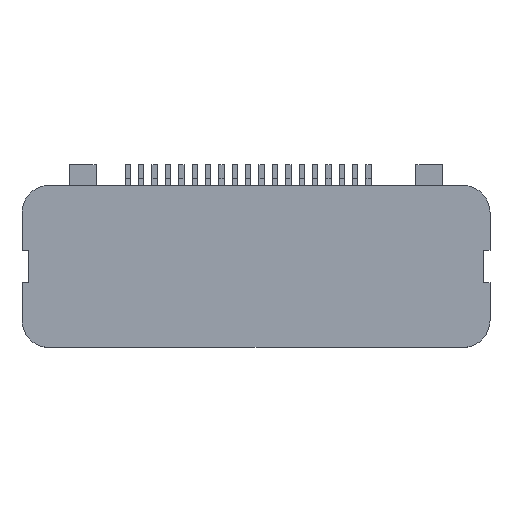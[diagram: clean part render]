
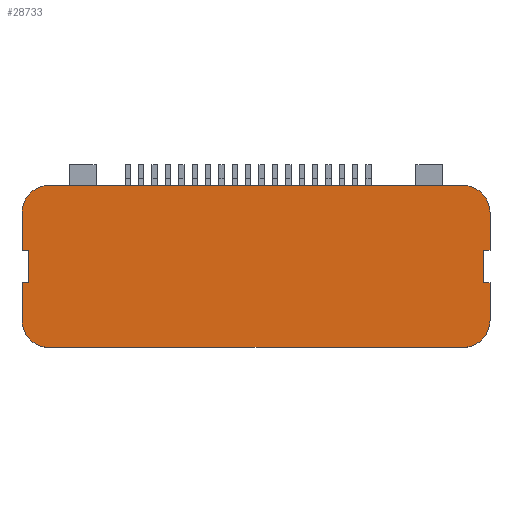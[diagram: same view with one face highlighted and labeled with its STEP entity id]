
A CAD part, top view. The second image highlights one B-rep face of the part: STEP entity #28733.
In plain terms, the highlighted planar face has unit normal (0, 0, 1).
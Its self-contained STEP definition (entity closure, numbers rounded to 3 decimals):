
#10378=DIRECTION('',(-1.,0.,0.));
#10379=VECTOR('',#10378,0.25);
#10380=CARTESIAN_POINT('',(15.73,-3.035,7.8));
#10381=LINE('',#10380,#10379);
#10382=DIRECTION('',(0.,1.,0.));
#10383=VECTOR('',#10382,1.425);
#10384=CARTESIAN_POINT('',(15.73,-4.46,7.8));
#10385=LINE('',#10384,#10383);
#10386=CARTESIAN_POINT('',(14.73,-4.46,7.8));
#10387=DIRECTION('',(0.,0.,1.));
#10388=DIRECTION('',(0.,-1.,0.));
#10389=AXIS2_PLACEMENT_3D('',#10386,#10387,#10388);
#10391=DIRECTION('',(1.,0.,0.));
#10392=VECTOR('',#10391,15.5);
#10393=CARTESIAN_POINT('',(-0.77,-5.46,7.8));
#10394=LINE('',#10393,#10392);
#10395=CARTESIAN_POINT('',(-0.77,-4.46,7.8));
#10396=DIRECTION('',(0.,0.,1.));
#10397=DIRECTION('',(-1.,0.,0.));
#10398=AXIS2_PLACEMENT_3D('',#10395,#10396,#10397);
#10400=DIRECTION('',(0.,-1.,0.));
#10401=VECTOR('',#10400,1.425);
#10402=CARTESIAN_POINT('',(-1.77,-3.035,7.8));
#10403=LINE('',#10402,#10401);
#10404=DIRECTION('',(-1.,0.,0.));
#10405=VECTOR('',#10404,0.25);
#10406=CARTESIAN_POINT('',(-1.52,-3.035,7.8));
#10407=LINE('',#10406,#10405);
#10408=DIRECTION('',(0.,-1.,0.));
#10409=VECTOR('',#10408,1.2);
#10410=CARTESIAN_POINT('',(-1.52,-1.835,7.8));
#10411=LINE('',#10410,#10409);
#10412=DIRECTION('',(1.,0.,0.));
#10413=VECTOR('',#10412,0.25);
#10414=CARTESIAN_POINT('',(-1.77,-1.835,7.8));
#10415=LINE('',#10414,#10413);
#10416=DIRECTION('',(0.,-1.,0.));
#10417=VECTOR('',#10416,1.425);
#10418=CARTESIAN_POINT('',(-1.77,-0.41,7.8));
#10419=LINE('',#10418,#10417);
#10420=CARTESIAN_POINT('',(-0.77,-0.41,7.8));
#10421=DIRECTION('',(0.,0.,1.));
#10422=DIRECTION('',(0.,1.,0.));
#10423=AXIS2_PLACEMENT_3D('',#10420,#10421,#10422);
#10425=DIRECTION('',(-1.,0.,0.));
#10426=VECTOR('',#10425,15.5);
#10427=CARTESIAN_POINT('',(14.73,0.59,7.8));
#10428=LINE('',#10427,#10426);
#10429=CARTESIAN_POINT('',(14.73,-0.41,7.8));
#10430=DIRECTION('',(0.,0.,1.));
#10431=DIRECTION('',(1.,0.,0.));
#10432=AXIS2_PLACEMENT_3D('',#10429,#10430,#10431);
#10434=DIRECTION('',(0.,1.,0.));
#10435=VECTOR('',#10434,1.425);
#10436=CARTESIAN_POINT('',(15.73,-1.835,7.8));
#10437=LINE('',#10436,#10435);
#10438=DIRECTION('',(1.,0.,0.));
#10439=VECTOR('',#10438,0.25);
#10440=CARTESIAN_POINT('',(15.48,-1.835,7.8));
#10441=LINE('',#10440,#10439);
#10442=DIRECTION('',(0.,1.,0.));
#10443=VECTOR('',#10442,1.2);
#10444=CARTESIAN_POINT('',(15.48,-3.035,7.8));
#10445=LINE('',#10444,#10443);
#12190=CARTESIAN_POINT('',(-1.52,-1.835,7.8));
#12192=VERTEX_POINT('',#12190);
#12196=CARTESIAN_POINT('',(-1.52,-3.035,7.8));
#12197=VERTEX_POINT('',#12196);
#12198=CARTESIAN_POINT('',(-1.77,-3.035,7.8));
#12200=VERTEX_POINT('',#12198);
#12202=CARTESIAN_POINT('',(-1.77,-4.46,7.8));
#12203=VERTEX_POINT('',#12202);
#12208=CARTESIAN_POINT('',(-0.77,-5.46,7.8));
#12209=VERTEX_POINT('',#12208);
#12210=CARTESIAN_POINT('',(14.73,-5.46,7.8));
#12211=VERTEX_POINT('',#12210);
#12216=CARTESIAN_POINT('',(15.73,-4.46,7.8));
#12217=VERTEX_POINT('',#12216);
#12218=CARTESIAN_POINT('',(-0.77,0.59,7.8));
#12220=VERTEX_POINT('',#12218);
#12222=CARTESIAN_POINT('',(14.73,0.59,7.8));
#12223=VERTEX_POINT('',#12222);
#12228=CARTESIAN_POINT('',(15.73,-0.41,7.8));
#12229=VERTEX_POINT('',#12228);
#12230=CARTESIAN_POINT('',(15.73,-1.835,7.8));
#12231=VERTEX_POINT('',#12230);
#12234=CARTESIAN_POINT('',(15.48,-1.835,7.8));
#12235=VERTEX_POINT('',#12234);
#12238=CARTESIAN_POINT('',(15.48,-3.035,7.8));
#12239=VERTEX_POINT('',#12238);
#12244=CARTESIAN_POINT('',(15.73,-3.035,7.8));
#12245=VERTEX_POINT('',#12244);
#12246=CARTESIAN_POINT('',(-1.77,-0.41,7.8));
#12247=VERTEX_POINT('',#12246);
#12248=CARTESIAN_POINT('',(-1.77,-1.835,7.8));
#12249=VERTEX_POINT('',#12248);
#28696=CARTESIAN_POINT('',(15.73,0.59,7.8));
#28697=DIRECTION('',(0.,0.,1.));
#28698=DIRECTION('',(1.,0.,0.));
#28699=AXIS2_PLACEMENT_3D('',#28696,#28697,#28698);
#28700=PLANE('',#28699);
#28702=ORIENTED_EDGE('',*,*,#28701,.F.);
#28704=ORIENTED_EDGE('',*,*,#28703,.F.);
#28706=ORIENTED_EDGE('',*,*,#28705,.F.);
#28708=ORIENTED_EDGE('',*,*,#28707,.F.);
#28710=ORIENTED_EDGE('',*,*,#28709,.F.);
#28712=ORIENTED_EDGE('',*,*,#28711,.F.);
#28714=ORIENTED_EDGE('',*,*,#28713,.F.);
#28716=ORIENTED_EDGE('',*,*,#28715,.F.);
#28718=ORIENTED_EDGE('',*,*,#28717,.F.);
#28720=ORIENTED_EDGE('',*,*,#28719,.F.);
#28721=ORIENTED_EDGE('',*,*,#28687,.F.);
#28722=ORIENTED_EDGE('',*,*,#28677,.F.);
#28724=ORIENTED_EDGE('',*,*,#28723,.F.);
#28726=ORIENTED_EDGE('',*,*,#28725,.F.);
#28728=ORIENTED_EDGE('',*,*,#28727,.F.);
#28730=ORIENTED_EDGE('',*,*,#28729,.F.);
#28731=EDGE_LOOP('',(#28702,#28704,#28706,#28708,#28710,#28712,#28714,#28716,
#28718,#28720,#28721,#28722,#28724,#28726,#28728,#28730));
#28732=FACE_OUTER_BOUND('',#28731,.F.);
#28733=ADVANCED_FACE('',(#28732),#28700,.T.);
#10390=CIRCLE('',#10389,1.);
#10399=CIRCLE('',#10398,1.);
#10424=CIRCLE('',#10423,1.);
#10433=CIRCLE('',#10432,1.);
#28677=EDGE_CURVE('',#12223,#12220,#10428,.T.);
#28687=EDGE_CURVE('',#12220,#12247,#10424,.T.);
#28701=EDGE_CURVE('',#12245,#12239,#10381,.T.);
#28703=EDGE_CURVE('',#12217,#12245,#10385,.T.);
#28705=EDGE_CURVE('',#12211,#12217,#10390,.T.);
#28707=EDGE_CURVE('',#12209,#12211,#10394,.T.);
#28709=EDGE_CURVE('',#12203,#12209,#10399,.T.);
#28711=EDGE_CURVE('',#12200,#12203,#10403,.T.);
#28713=EDGE_CURVE('',#12197,#12200,#10407,.T.);
#28715=EDGE_CURVE('',#12192,#12197,#10411,.T.);
#28717=EDGE_CURVE('',#12249,#12192,#10415,.T.);
#28719=EDGE_CURVE('',#12247,#12249,#10419,.T.);
#28723=EDGE_CURVE('',#12229,#12223,#10433,.T.);
#28725=EDGE_CURVE('',#12231,#12229,#10437,.T.);
#28727=EDGE_CURVE('',#12235,#12231,#10441,.T.);
#28729=EDGE_CURVE('',#12239,#12235,#10445,.T.);
